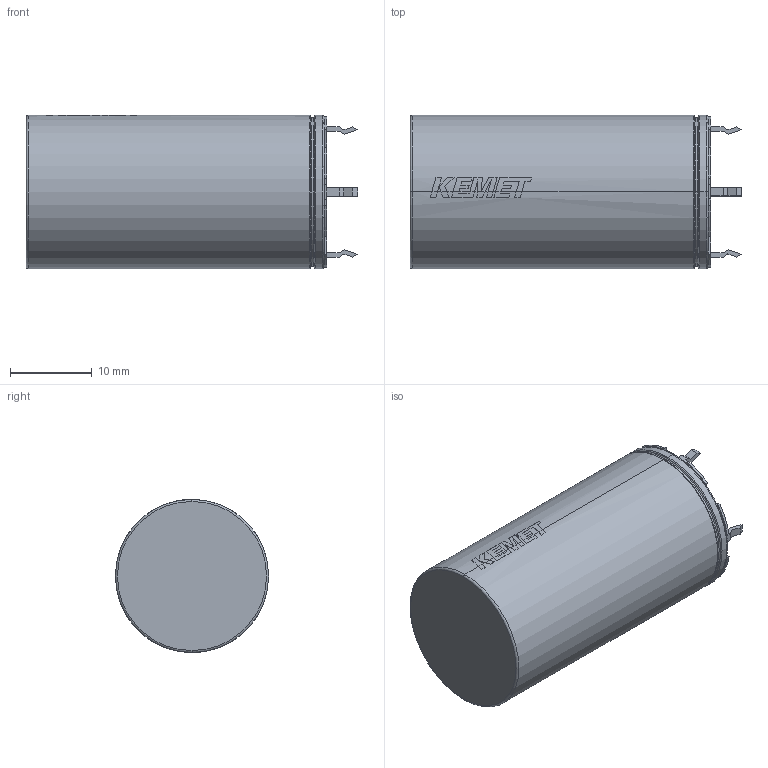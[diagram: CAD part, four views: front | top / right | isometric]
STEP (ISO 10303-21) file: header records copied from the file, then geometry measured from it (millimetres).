
FILE_DESCRIPTION (( 'STEP AP214' ), '1' );
FILE_NAME ('CAA_PEHD18_18X35_D18.7L36.7LL5.3F1.03.STEP', '2022-05-16T15:27:16', ( '' ), ( '' ), 'SwSTEP 2.0', 'SolidWorks 2021', '' );
FILE_SCHEMA (( 'AUTOMOTIVE_DESIGN' ));
Length unit declared in the file: millimetre
Products named in the file (1): CAA_PEHD18_18X35_D18.7L36.7LL5.3F1.03
Bounding box: 40.5 x 18.7 x 18.7 mm (x, y, z)
Volume: 9808.4 mm3; surface area: 3204 mm2
Topology: 1 solids, 1 shells, 217 faces, 638 edges, 406 vertices
Faces by surface type: plane 115, cylinder 59, bspline 31, torus 12
Entity records: 9840 total; most frequent: CARTESIAN_POINT 1852, ORIENTED_EDGE 1276, DIRECTION 1011, EDGE_CURVE 638, VERTEX_POINT 406, LINE 349, VECTOR 349, AXIS2_PLACEMENT_3D 331
